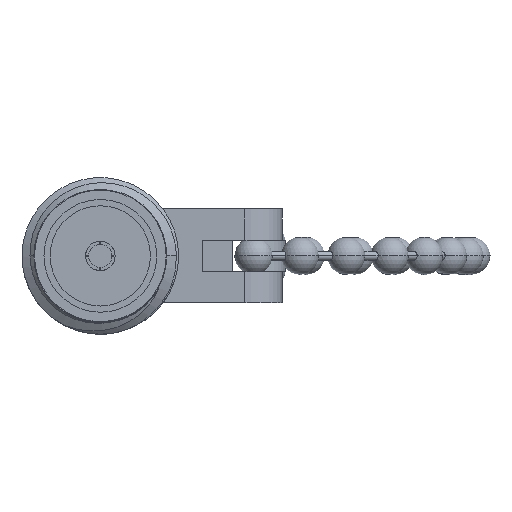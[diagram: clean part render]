
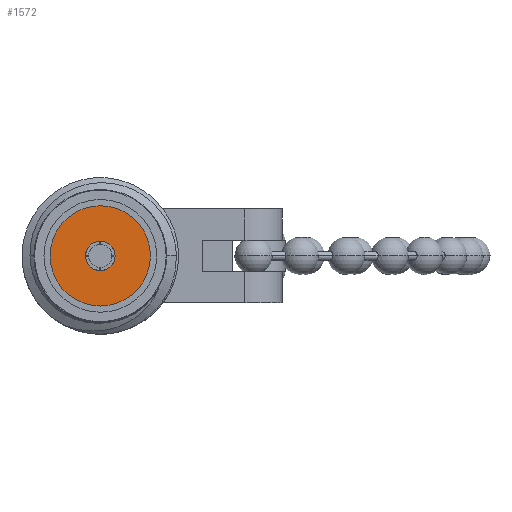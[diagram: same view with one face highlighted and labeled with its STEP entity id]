
A CAD part, left-side view. The second image highlights one B-rep face of the part: STEP entity #1572.
In plain terms, the highlighted planar face has unit normal (-1, 0, 0).
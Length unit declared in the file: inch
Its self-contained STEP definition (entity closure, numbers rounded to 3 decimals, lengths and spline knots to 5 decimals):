
#1059 = CARTESIAN_POINT ( 'NONE',  ( 0.01532, 0., -0.0235 ) ) ;
#1233 = AXIS2_PLACEMENT_3D ( 'NONE', #9158, #7658, #9861 ) ;
#1295 = FACE_OUTER_BOUND ( 'NONE', #1650, .T. ) ;
#1317 = CARTESIAN_POINT ( 'NONE',  ( 0.01532, 0., 0. ) ) ;
#1572 = ADVANCED_FACE ( 'NONE', ( #7461, #1295 ), #8404, .T. ) ;
#1650 = EDGE_LOOP ( 'NONE', ( #4997, #5334 ) ) ;
#1661 = EDGE_CURVE ( 'NONE', #6421, #4830, #3487, .T. ) ;
#1812 = CIRCLE ( 'NONE', #6796, 0.0235 ) ;
#2461 = CIRCLE ( 'NONE', #2782, 0.08 ) ;
#2691 = CARTESIAN_POINT ( 'NONE',  ( 0.01532, 0., 0. ) ) ;
#2782 = AXIS2_PLACEMENT_3D ( 'NONE', #1317, #4390, #7481 ) ;
#3013 = EDGE_LOOP ( 'NONE', ( #5906, #6292 ) ) ;
#3108 = DIRECTION ( 'NONE',  ( -1., 0., 0. ) ) ;
#3487 = CIRCLE ( 'NONE', #6395, 0.0235 ) ;
#3491 = DIRECTION ( 'NONE',  ( 0., 0., 1. ) ) ;
#4390 = DIRECTION ( 'NONE',  ( -1., 0., 0. ) ) ;
#4826 = DIRECTION ( 'NONE',  ( 0., 0., 1. ) ) ;
#4830 = VERTEX_POINT ( 'NONE', #7960 ) ;
#4889 = EDGE_CURVE ( 'NONE', #4830, #6421, #1812, .T. ) ;
#4997 = ORIENTED_EDGE ( 'NONE', *, *, #5732, .T. ) ;
#5005 = DIRECTION ( 'NONE',  ( -1., 0., 0. ) ) ;
#5334 = ORIENTED_EDGE ( 'NONE', *, *, #7653, .T. ) ;
#5732 = EDGE_CURVE ( 'NONE', #9695, #9679, #2461, .T. ) ;
#5816 = DIRECTION ( 'NONE',  ( -1., 0., 0. ) ) ;
#5906 = ORIENTED_EDGE ( 'NONE', *, *, #4889, .F. ) ;
#5935 = CARTESIAN_POINT ( 'NONE',  ( 0.01532, 0., 0. ) ) ;
#6292 = ORIENTED_EDGE ( 'NONE', *, *, #1661, .F. ) ;
#6395 = AXIS2_PLACEMENT_3D ( 'NONE', #5935, #3108, #4826 ) ;
#6421 = VERTEX_POINT ( 'NONE', #1059 ) ;
#6796 = AXIS2_PLACEMENT_3D ( 'NONE', #2691, #5816, #8089 ) ;
#6968 = AXIS2_PLACEMENT_3D ( 'NONE', #7330, #5005, #3491 ) ;
#7330 = CARTESIAN_POINT ( 'NONE',  ( 0.01532, 0., 0. ) ) ;
#7461 = FACE_BOUND ( 'NONE', #3013, .T. ) ;
#7481 = DIRECTION ( 'NONE',  ( 0., 0., 1. ) ) ;
#7653 = EDGE_CURVE ( 'NONE', #9679, #9695, #8897, .T. ) ;
#7658 = DIRECTION ( 'NONE',  ( -1., 0., 0. ) ) ;
#7960 = CARTESIAN_POINT ( 'NONE',  ( 0.01532, 0., 0.0235 ) ) ;
#8089 = DIRECTION ( 'NONE',  ( 0., 0., 1. ) ) ;
#8091 = CARTESIAN_POINT ( 'NONE',  ( 0.01532, 0., 0.08 ) ) ;
#8190 = CARTESIAN_POINT ( 'NONE',  ( 0.01532, 0., -0.08 ) ) ;
#8404 = PLANE ( 'NONE',  #1233 ) ;
#8897 = CIRCLE ( 'NONE', #6968, 0.08 ) ;
#9158 = CARTESIAN_POINT ( 'NONE',  ( 0.01532, 0., 0. ) ) ;
#9679 = VERTEX_POINT ( 'NONE', #8190 ) ;
#9695 = VERTEX_POINT ( 'NONE', #8091 ) ;
#9861 = DIRECTION ( 'NONE',  ( 0., 0., 1. ) ) ;
